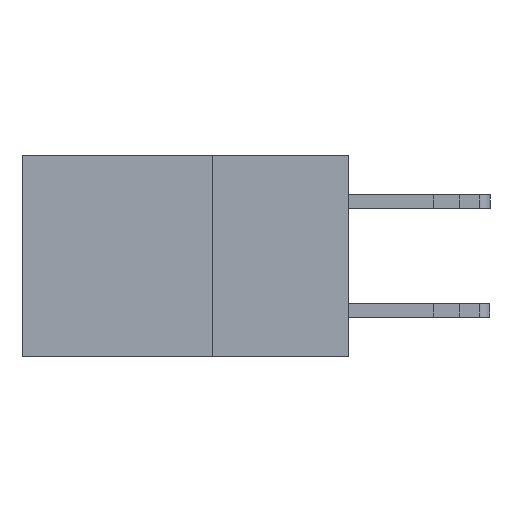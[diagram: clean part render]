
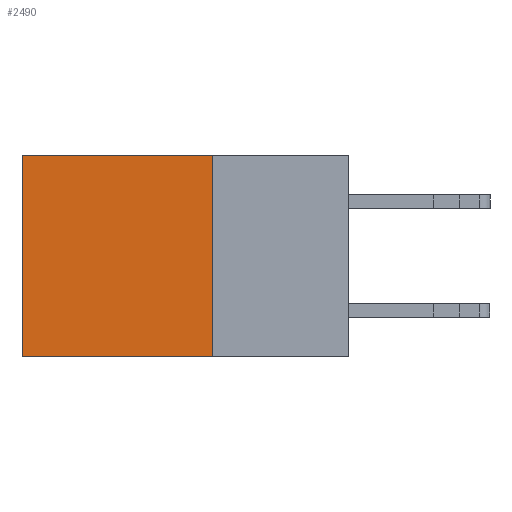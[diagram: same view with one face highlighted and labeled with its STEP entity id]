
A CAD part, left-side view. The second image highlights one B-rep face of the part: STEP entity #2490.
In plain terms, the highlighted planar face has unit normal (-1, 0, 0).
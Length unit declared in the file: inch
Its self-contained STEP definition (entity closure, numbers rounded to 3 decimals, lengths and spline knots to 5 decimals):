
#146 = VERTEX_POINT ( 'NONE', #11573 ) ;
#426 = DIRECTION ( 'NONE',  ( 0., 0., -1. ) ) ;
#561 = CARTESIAN_POINT ( 'NONE',  ( 0.298, 0.25, -0.37 ) ) ;
#941 = FACE_OUTER_BOUND ( 'NONE', #9440, .T. ) ;
#1372 = VECTOR ( 'NONE', #14118, 39.37008 ) ;
#2203 = LINE ( 'NONE', #9479, #5543 ) ;
#2452 = CARTESIAN_POINT ( 'NONE',  ( 0.298, 0.25, 0. ) ) ;
#2490 = ADVANCED_FACE ( 'NONE', ( #941 ), #13938, .F. ) ;
#3566 = VECTOR ( 'NONE', #3710, 39.37008 ) ;
#3710 = DIRECTION ( 'NONE',  ( 0., 0., -1. ) ) ;
#4402 = VERTEX_POINT ( 'NONE', #4846 ) ;
#4846 = CARTESIAN_POINT ( 'NONE',  ( 0.298, 0.6, -0.37 ) ) ;
#5543 = VECTOR ( 'NONE', #426, 39.37008 ) ;
#6696 = CARTESIAN_POINT ( 'NONE',  ( 0.298, 0.6, 0. ) ) ;
#7660 = VECTOR ( 'NONE', #13888, 39.37008 ) ;
#8316 = EDGE_CURVE ( 'NONE', #146, #10739, #11157, .T. ) ;
#8818 = CARTESIAN_POINT ( 'NONE',  ( 0.298, 0.25, 0. ) ) ;
#9131 = CARTESIAN_POINT ( 'NONE',  ( 0.298, 0.25, -0.37 ) ) ;
#9260 = AXIS2_PLACEMENT_3D ( 'NONE', #10434, #9823, #12571 ) ;
#9440 = EDGE_LOOP ( 'NONE', ( #13579, #13638, #13682, #13784 ) ) ;
#9479 = CARTESIAN_POINT ( 'NONE',  ( 0.298, 0.6, 0. ) ) ;
#9823 = DIRECTION ( 'NONE',  ( 1., 0., 0. ) ) ;
#10434 = CARTESIAN_POINT ( 'NONE',  ( 0.298, 0.25, 0. ) ) ;
#10739 = VERTEX_POINT ( 'NONE', #6696 ) ;
#11157 = LINE ( 'NONE', #8818, #7660 ) ;
#11231 = LINE ( 'NONE', #9131, #1372 ) ;
#11573 = CARTESIAN_POINT ( 'NONE',  ( 0.298, 0.25, 0. ) ) ;
#12217 = EDGE_CURVE ( 'NONE', #10739, #4402, #2203, .T. ) ;
#12571 = DIRECTION ( 'NONE',  ( 0., 0., -1. ) ) ;
#12685 = EDGE_CURVE ( 'NONE', #13768, #4402, #11231, .T. ) ;
#12746 = EDGE_CURVE ( 'NONE', #146, #13768, #13731, .T. ) ;
#13579 = ORIENTED_EDGE ( 'NONE', *, *, #12217, .T. ) ;
#13638 = ORIENTED_EDGE ( 'NONE', *, *, #12685, .F. ) ;
#13682 = ORIENTED_EDGE ( 'NONE', *, *, #12746, .F. ) ;
#13731 = LINE ( 'NONE', #2452, #3566 ) ;
#13768 = VERTEX_POINT ( 'NONE', #561 ) ;
#13784 = ORIENTED_EDGE ( 'NONE', *, *, #8316, .T. ) ;
#13888 = DIRECTION ( 'NONE',  ( 0., 1., 0. ) ) ;
#13938 = PLANE ( 'NONE',  #9260 ) ;
#14118 = DIRECTION ( 'NONE',  ( 0., 1., 0. ) ) ;
